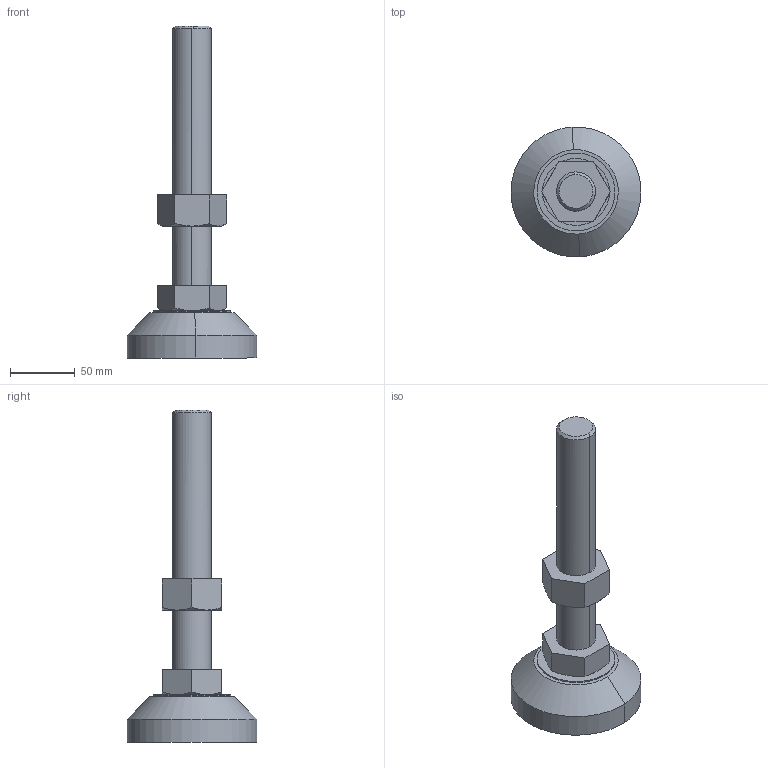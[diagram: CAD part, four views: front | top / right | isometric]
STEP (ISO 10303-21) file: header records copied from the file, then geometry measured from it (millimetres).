
FILE_DESCRIPTION((''),'2;1');
FILE_NAME('','2008-04-30T18:04:24',(''),(''),'','CADfix','');
FILE_SCHEMA(('AUTOMOTIVE_DESIGN { 1 0 10303 214 1 1 1 1 }'));
Length unit declared in the file: millimetre
Bounding box: 100 x 99.81 x 255.5 mm (x, y, z)
Volume: 434127.3 mm3; surface area: 56366.3 mm2
Topology: 2 solids, 2 shells, 52 faces, 144 edges, 102 vertices
Faces by surface type: bspline 52
Entity records: 1935 total; most frequent: CARTESIAN_POINT 1106, ORIENTED_EDGE 288, EDGE_CURVE 144, VERTEX_POINT 102, EDGE_LOOP 60, FACE_OUTER_BOUND 52, ADVANCED_FACE 52, QUASI_UNIFORM_CURVE 42
